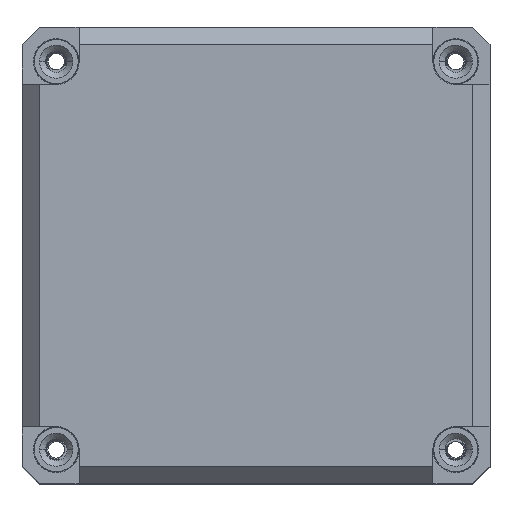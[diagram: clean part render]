
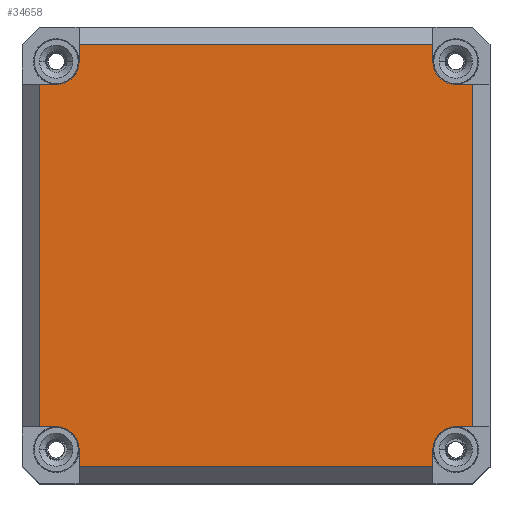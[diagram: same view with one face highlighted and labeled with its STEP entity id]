
A CAD part, top view. The second image highlights one B-rep face of the part: STEP entity #34658.
In plain terms, the highlighted planar face has unit normal (0, 0, 1).
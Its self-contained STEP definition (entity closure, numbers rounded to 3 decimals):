
#29878=DIRECTION('',(0.,1.,0.));
#29879=VECTOR('',#29878,59.948);
#29880=CARTESIAN_POINT('',(38.,-29.974,15.));
#29881=LINE('',#29880,#29879);
#29886=DIRECTION('',(0.,1.,0.));
#29887=VECTOR('',#29886,3.);
#29888=CARTESIAN_POINT('',(-30.974,-37.,15.));
#29889=LINE('',#29888,#29887);
#29890=CARTESIAN_POINT('',(-35.,-34.,15.));
#29891=DIRECTION('',(0.,0.,1.));
#29892=DIRECTION('',(1.,0.,0.));
#29893=AXIS2_PLACEMENT_3D('',#29890,#29891,#29892);
#29895=DIRECTION('',(1.,0.,0.));
#29896=VECTOR('',#29895,3.);
#29897=CARTESIAN_POINT('',(-38.,-29.974,15.));
#29898=LINE('',#29897,#29896);
#29899=DIRECTION('',(1.,0.,0.));
#29900=VECTOR('',#29899,3.);
#29901=CARTESIAN_POINT('',(-38.,29.974,15.));
#29902=LINE('',#29901,#29900);
#29903=CARTESIAN_POINT('',(-35.,34.,15.));
#29904=DIRECTION('',(0.,0.,1.));
#29905=DIRECTION('',(0.,-1.,0.));
#29906=AXIS2_PLACEMENT_3D('',#29903,#29904,#29905);
#29908=DIRECTION('',(0.,-1.,0.));
#29909=VECTOR('',#29908,3.);
#29910=CARTESIAN_POINT('',(-30.974,37.,15.));
#29911=LINE('',#29910,#29909);
#29912=DIRECTION('',(1.,0.,0.));
#29913=VECTOR('',#29912,61.948);
#29914=CARTESIAN_POINT('',(-30.974,37.,15.));
#29915=LINE('',#29914,#29913);
#29916=DIRECTION('',(0.,-1.,0.));
#29917=VECTOR('',#29916,3.);
#29918=CARTESIAN_POINT('',(30.974,37.,15.));
#29919=LINE('',#29918,#29917);
#29920=CARTESIAN_POINT('',(35.,34.,15.));
#29921=DIRECTION('',(0.,0.,1.));
#29922=DIRECTION('',(-1.,0.,0.));
#29923=AXIS2_PLACEMENT_3D('',#29920,#29921,#29922);
#29925=DIRECTION('',(-1.,0.,0.));
#29926=VECTOR('',#29925,3.);
#29927=CARTESIAN_POINT('',(38.,29.974,15.));
#29928=LINE('',#29927,#29926);
#29929=DIRECTION('',(-1.,0.,0.));
#29930=VECTOR('',#29929,3.);
#29931=CARTESIAN_POINT('',(38.,-29.974,15.));
#29932=LINE('',#29931,#29930);
#29933=CARTESIAN_POINT('',(35.,-34.,15.));
#29934=DIRECTION('',(0.,0.,1.));
#29935=DIRECTION('',(0.,1.,0.));
#29936=AXIS2_PLACEMENT_3D('',#29933,#29934,#29935);
#29938=DIRECTION('',(0.,1.,0.));
#29939=VECTOR('',#29938,3.);
#29940=CARTESIAN_POINT('',(30.974,-37.,15.));
#29941=LINE('',#29940,#29939);
#29946=DIRECTION('',(1.,0.,0.));
#29947=VECTOR('',#29946,61.948);
#29948=CARTESIAN_POINT('',(-30.974,-37.,15.));
#29949=LINE('',#29948,#29947);
#29996=DIRECTION('',(0.,-1.,0.));
#29997=VECTOR('',#29996,59.948);
#29998=CARTESIAN_POINT('',(-38.,29.974,15.));
#29999=LINE('',#29998,#29997);
#33082=CARTESIAN_POINT('',(30.974,37.,15.));
#33083=CARTESIAN_POINT('',(30.974,34.,15.));
#33084=VERTEX_POINT('',#33082);
#33085=VERTEX_POINT('',#33083);
#33086=CARTESIAN_POINT('',(35.,29.974,15.));
#33087=VERTEX_POINT('',#33086);
#33088=CARTESIAN_POINT('',(38.,29.974,15.));
#33089=VERTEX_POINT('',#33088);
#33090=CARTESIAN_POINT('',(-35.,29.974,15.));
#33091=CARTESIAN_POINT('',(-30.974,34.,15.));
#33092=VERTEX_POINT('',#33090);
#33093=VERTEX_POINT('',#33091);
#33094=CARTESIAN_POINT('',(-30.974,37.,15.));
#33095=VERTEX_POINT('',#33094);
#33096=CARTESIAN_POINT('',(-38.,29.974,15.));
#33097=VERTEX_POINT('',#33096);
#33098=CARTESIAN_POINT('',(38.,-29.974,15.));
#33099=CARTESIAN_POINT('',(35.,-29.974,15.));
#33100=VERTEX_POINT('',#33098);
#33101=VERTEX_POINT('',#33099);
#33102=CARTESIAN_POINT('',(30.974,-34.,15.));
#33103=VERTEX_POINT('',#33102);
#33104=CARTESIAN_POINT('',(30.974,-37.,15.));
#33105=VERTEX_POINT('',#33104);
#33106=CARTESIAN_POINT('',(-38.,-29.974,15.));
#33107=CARTESIAN_POINT('',(-35.,-29.974,15.));
#33108=VERTEX_POINT('',#33106);
#33109=VERTEX_POINT('',#33107);
#33110=CARTESIAN_POINT('',(-30.974,-37.,15.));
#33111=CARTESIAN_POINT('',(-30.974,-34.,15.));
#33112=VERTEX_POINT('',#33110);
#33113=VERTEX_POINT('',#33111);
#34625=CARTESIAN_POINT('',(0.,0.,15.));
#34626=DIRECTION('',(0.,0.,1.));
#34627=DIRECTION('',(1.,0.,0.));
#34628=AXIS2_PLACEMENT_3D('',#34625,#34626,#34627);
#34629=PLANE('',#34628);
#34631=ORIENTED_EDGE('',*,*,#34630,.F.);
#34633=ORIENTED_EDGE('',*,*,#34632,.T.);
#34634=ORIENTED_EDGE('',*,*,#34342,.T.);
#34636=ORIENTED_EDGE('',*,*,#34635,.F.);
#34638=ORIENTED_EDGE('',*,*,#34637,.F.);
#34640=ORIENTED_EDGE('',*,*,#34639,.T.);
#34641=ORIENTED_EDGE('',*,*,#34487,.T.);
#34642=ORIENTED_EDGE('',*,*,#34530,.F.);
#34643=ORIENTED_EDGE('',*,*,#34545,.T.);
#34645=ORIENTED_EDGE('',*,*,#34644,.T.);
#34647=ORIENTED_EDGE('',*,*,#34646,.T.);
#34648=ORIENTED_EDGE('',*,*,#34618,.F.);
#34649=ORIENTED_EDGE('',*,*,#34606,.F.);
#34651=ORIENTED_EDGE('',*,*,#34650,.T.);
#34653=ORIENTED_EDGE('',*,*,#34652,.T.);
#34655=ORIENTED_EDGE('',*,*,#34654,.F.);
#34656=EDGE_LOOP('',(#34631,#34633,#34634,#34636,#34638,#34640,#34641,#34642,
#34643,#34645,#34647,#34648,#34649,#34651,#34653,#34655));
#34657=FACE_OUTER_BOUND('',#34656,.F.);
#34658=ADVANCED_FACE('',(#34657),#34629,.T.);
#29894=CIRCLE('',#29893,4.026);
#29907=CIRCLE('',#29906,4.026);
#29924=CIRCLE('',#29923,4.026);
#29937=CIRCLE('',#29936,4.026);
#34342=EDGE_CURVE('',#33113,#33109,#29894,.T.);
#34487=EDGE_CURVE('',#33092,#33093,#29907,.T.);
#34530=EDGE_CURVE('',#33095,#33093,#29911,.T.);
#34545=EDGE_CURVE('',#33095,#33084,#29915,.T.);
#34606=EDGE_CURVE('',#33100,#33089,#29881,.T.);
#34618=EDGE_CURVE('',#33089,#33087,#29928,.T.);
#34630=EDGE_CURVE('',#33112,#33105,#29949,.T.);
#34632=EDGE_CURVE('',#33112,#33113,#29889,.T.);
#34635=EDGE_CURVE('',#33108,#33109,#29898,.T.);
#34637=EDGE_CURVE('',#33097,#33108,#29999,.T.);
#34639=EDGE_CURVE('',#33097,#33092,#29902,.T.);
#34644=EDGE_CURVE('',#33084,#33085,#29919,.T.);
#34646=EDGE_CURVE('',#33085,#33087,#29924,.T.);
#34650=EDGE_CURVE('',#33100,#33101,#29932,.T.);
#34652=EDGE_CURVE('',#33101,#33103,#29937,.T.);
#34654=EDGE_CURVE('',#33105,#33103,#29941,.T.);
